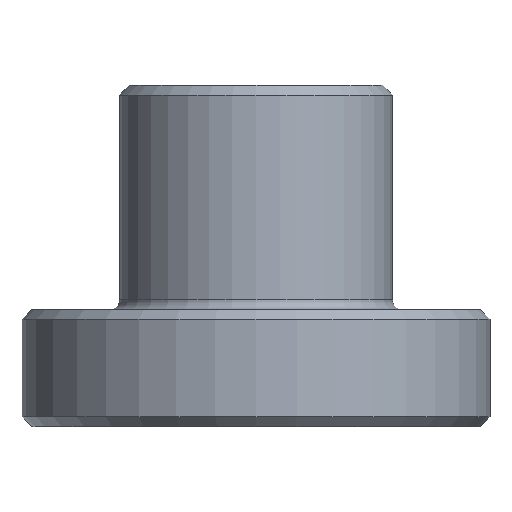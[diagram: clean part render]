
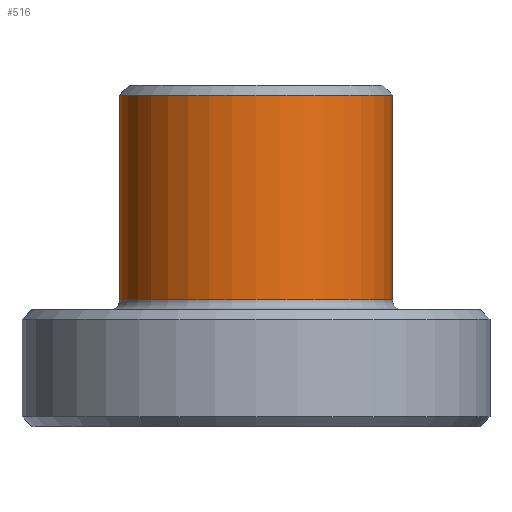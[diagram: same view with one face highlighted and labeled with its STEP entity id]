
A CAD part, front view. The second image highlights one B-rep face of the part: STEP entity #516.
In plain terms, the highlighted cylindrical face has radius 14 mm (diameter 28 mm), a partial arc.
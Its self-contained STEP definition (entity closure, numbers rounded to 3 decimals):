
#14 = CARTESIAN_POINT ( 'NONE',  ( 0., 0., 13. ) ) ;
#33 = ORIENTED_EDGE ( 'NONE', *, *, #667, .T. ) ;
#74 = DIRECTION ( 'NONE',  ( 0., 0., -1. ) ) ;
#88 = CARTESIAN_POINT ( 'NONE',  ( -14., 0., 34. ) ) ;
#115 = AXIS2_PLACEMENT_3D ( 'NONE', #955, #74, #225 ) ;
#156 = CARTESIAN_POINT ( 'NONE',  ( 0., 0., -45.177 ) ) ;
#178 = DIRECTION ( 'NONE',  ( 0., 0., -1. ) ) ;
#189 = CARTESIAN_POINT ( 'NONE',  ( 14., 0., -45.177 ) ) ;
#199 = VERTEX_POINT ( 'NONE', #88 ) ;
#225 = DIRECTION ( 'NONE',  ( 1., 0., 0. ) ) ;
#234 = EDGE_CURVE ( 'NONE', #199, #795, #737, .T. ) ;
#243 = VECTOR ( 'NONE', #178, 1000. ) ;
#306 = CIRCLE ( 'NONE', #115, 14. ) ;
#310 = ORIENTED_EDGE ( 'NONE', *, *, #234, .T. ) ;
#311 = CARTESIAN_POINT ( 'NONE',  ( 14., 0., 34. ) ) ;
#400 = DIRECTION ( 'NONE',  ( 0., 0., 1. ) ) ;
#424 = VECTOR ( 'NONE', #862, 1000. ) ;
#488 = AXIS2_PLACEMENT_3D ( 'NONE', #14, #400, #715 ) ;
#516 = ADVANCED_FACE ( 'NONE', ( #782 ), #764, .T. ) ;
#637 = VERTEX_POINT ( 'NONE', #311 ) ;
#667 = EDGE_CURVE ( 'NONE', #795, #774, #983, .T. ) ;
#700 = CARTESIAN_POINT ( 'NONE',  ( -14., 0., -45.177 ) ) ;
#714 = EDGE_LOOP ( 'NONE', ( #838, #1004, #310, #33 ) ) ;
#715 = DIRECTION ( 'NONE',  ( 1., 0., 0. ) ) ;
#723 = LINE ( 'NONE', #189, #243 ) ;
#737 = LINE ( 'NONE', #700, #424 ) ;
#764 = CYLINDRICAL_SURFACE ( 'NONE', #957, 14. ) ;
#768 = CARTESIAN_POINT ( 'NONE',  ( 14., 0., 13. ) ) ;
#770 = DIRECTION ( 'NONE',  ( -1., 0., 0. ) ) ;
#774 = VERTEX_POINT ( 'NONE', #768 ) ;
#782 = FACE_OUTER_BOUND ( 'NONE', #714, .T. ) ;
#795 = VERTEX_POINT ( 'NONE', #870 ) ;
#834 = EDGE_CURVE ( 'NONE', #637, #199, #306, .T. ) ;
#838 = ORIENTED_EDGE ( 'NONE', *, *, #879, .F. ) ;
#850 = DIRECTION ( 'NONE',  ( 0., 0., -1. ) ) ;
#862 = DIRECTION ( 'NONE',  ( 0., 0., -1. ) ) ;
#870 = CARTESIAN_POINT ( 'NONE',  ( -14., 0., 13. ) ) ;
#879 = EDGE_CURVE ( 'NONE', #637, #774, #723, .T. ) ;
#955 = CARTESIAN_POINT ( 'NONE',  ( 0., 0., 34. ) ) ;
#957 = AXIS2_PLACEMENT_3D ( 'NONE', #156, #850, #770 ) ;
#983 = CIRCLE ( 'NONE', #488, 14. ) ;
#1004 = ORIENTED_EDGE ( 'NONE', *, *, #834, .T. ) ;
